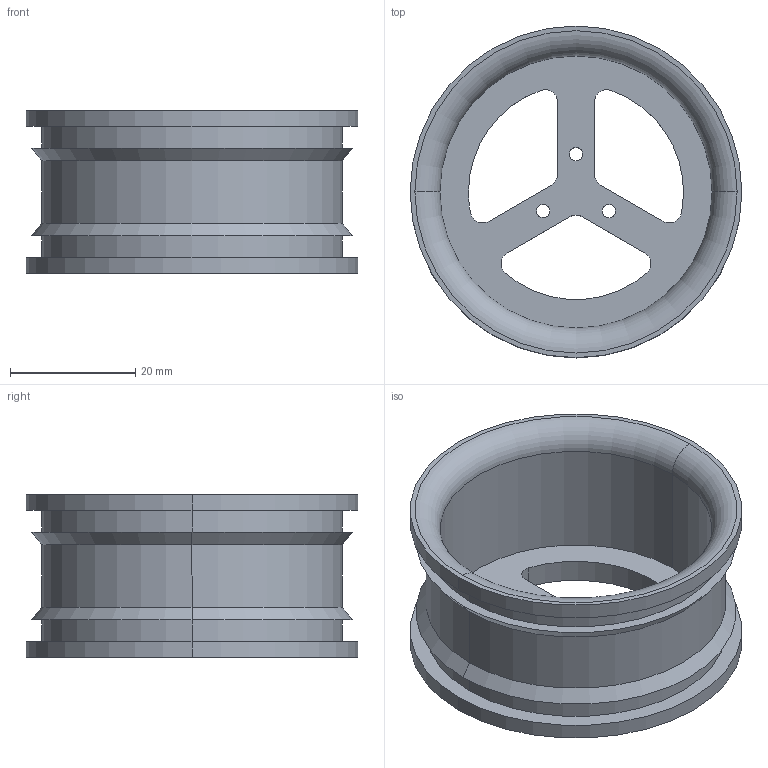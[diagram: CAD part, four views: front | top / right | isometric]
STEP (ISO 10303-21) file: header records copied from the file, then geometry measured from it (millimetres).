
FILE_DESCRIPTION (( 'STEP AP203' ), '1' );
FILE_NAME ('陬謫.STEP', '2025-02-16T15:36:13', ( '' ), ( '' ), 'SwSTEP 2.0', 'SolidWorks 2024', '' );
FILE_SCHEMA (( 'CONFIG_CONTROL_DESIGN' ));
Length unit declared in the file: millimetre
Products named in the file (1): 车轮
Bounding box: 53 x 53 x 26 mm (x, y, z)
Volume: 13519.1 mm3; surface area: 12144.2 mm2
Topology: 1 solids, 1 shells, 52 faces, 129 edges, 84 vertices
Faces by surface type: cylinder 33, plane 13, cone 4, torus 2
Entity records: 1680 total; most frequent: DIRECTION 309, CARTESIAN_POINT 266, ORIENTED_EDGE 258, EDGE_CURVE 129, AXIS2_PLACEMENT_3D 127, VERTEX_POINT 84, CIRCLE 74, EDGE_LOOP 69
